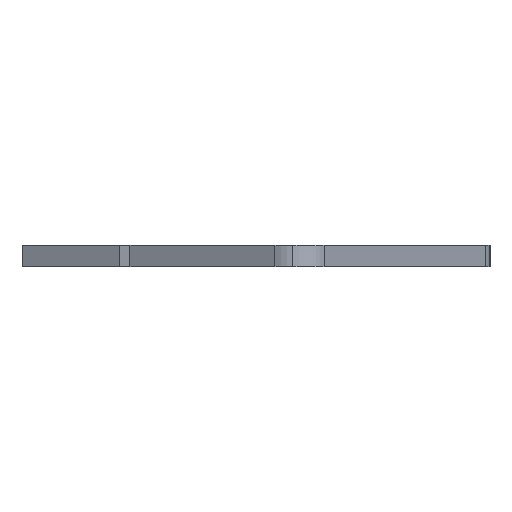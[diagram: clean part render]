
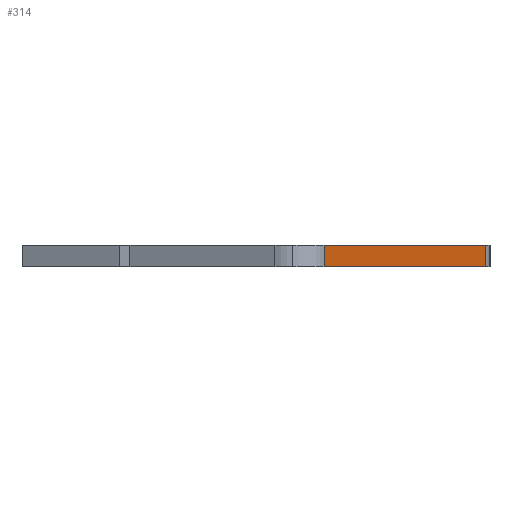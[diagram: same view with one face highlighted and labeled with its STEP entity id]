
A CAD part, left-side view. The second image highlights one B-rep face of the part: STEP entity #314.
In plain terms, the highlighted planar face has unit normal (-0.5, -0.866, 0).
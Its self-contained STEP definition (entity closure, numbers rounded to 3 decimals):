
#19 = DIRECTION ( 'NONE',  ( 0., 0., 1. ) ) ;
#29 = DIRECTION ( 'NONE',  ( 0., 0., 1. ) ) ;
#42 = LINE ( 'NONE', #516, #331 ) ;
#46 = LINE ( 'NONE', #773, #992 ) ;
#55 = EDGE_CURVE ( 'NONE', #476, #791, #116, .T. ) ;
#60 = EDGE_CURVE ( 'NONE', #825, #181, #46, .T. ) ;
#81 = DIRECTION ( 'NONE',  ( 0.866, -0.5, 0. ) ) ;
#116 = LINE ( 'NONE', #844, #228 ) ;
#160 = EDGE_CURVE ( 'NONE', #476, #825, #42, .T. ) ;
#174 = DIRECTION ( 'NONE',  ( 0.5, 0.866, 0. ) ) ;
#181 = VERTEX_POINT ( 'NONE', #601 ) ;
#228 = VECTOR ( 'NONE', #19, 1000. ) ;
#271 = EDGE_LOOP ( 'NONE', ( #1148, #808, #855, #586 ) ) ;
#314 = ADVANCED_FACE ( 'NONE', ( #888 ), #716, .F. ) ;
#320 = EDGE_CURVE ( 'NONE', #791, #181, #628, .T. ) ;
#331 = VECTOR ( 'NONE', #410, 1000. ) ;
#374 = CARTESIAN_POINT ( 'NONE',  ( -612.67, -1071.175, 2475. ) ) ;
#410 = DIRECTION ( 'NONE',  ( 0.866, -0.5, 0. ) ) ;
#412 = CARTESIAN_POINT ( 'NONE',  ( -612.67, -1071.175, 2472. ) ) ;
#438 = DIRECTION ( 'NONE',  ( 0.866, -0.5, 0. ) ) ;
#476 = VERTEX_POINT ( 'NONE', #412 ) ;
#485 = AXIS2_PLACEMENT_3D ( 'NONE', #1075, #174, #438 ) ;
#516 = CARTESIAN_POINT ( 'NONE',  ( -573.906, -1093.555, 2472. ) ) ;
#586 = ORIENTED_EDGE ( 'NONE', *, *, #320, .F. ) ;
#601 = CARTESIAN_POINT ( 'NONE',  ( -573.906, -1093.555, 2475. ) ) ;
#613 = VECTOR ( 'NONE', #81, 1000. ) ;
#622 = CARTESIAN_POINT ( 'NONE',  ( -573.906, -1093.555, 2475. ) ) ;
#628 = LINE ( 'NONE', #622, #613 ) ;
#716 = PLANE ( 'NONE',  #485 ) ;
#773 = CARTESIAN_POINT ( 'NONE',  ( -573.906, -1093.555, 2475. ) ) ;
#791 = VERTEX_POINT ( 'NONE', #374 ) ;
#808 = ORIENTED_EDGE ( 'NONE', *, *, #160, .T. ) ;
#825 = VERTEX_POINT ( 'NONE', #905 ) ;
#844 = CARTESIAN_POINT ( 'NONE',  ( -612.67, -1071.175, 2475. ) ) ;
#855 = ORIENTED_EDGE ( 'NONE', *, *, #60, .T. ) ;
#888 = FACE_OUTER_BOUND ( 'NONE', #271, .T. ) ;
#905 = CARTESIAN_POINT ( 'NONE',  ( -573.906, -1093.555, 2472. ) ) ;
#992 = VECTOR ( 'NONE', #29, 1000. ) ;
#1075 = CARTESIAN_POINT ( 'NONE',  ( -573.906, -1093.555, 2475. ) ) ;
#1148 = ORIENTED_EDGE ( 'NONE', *, *, #55, .F. ) ;
